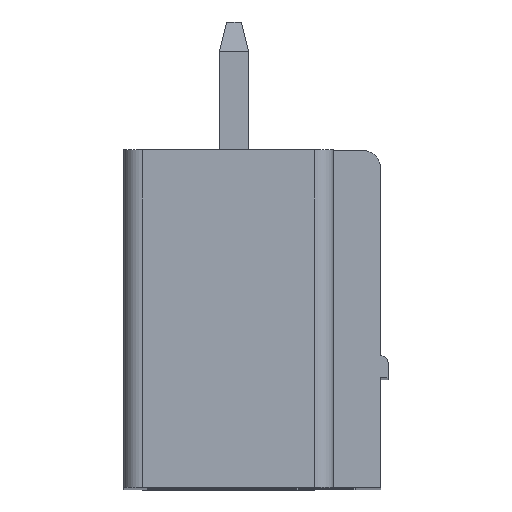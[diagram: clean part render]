
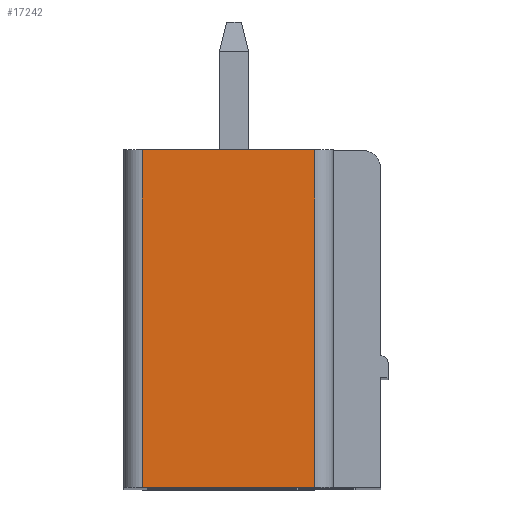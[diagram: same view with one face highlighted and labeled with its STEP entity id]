
A CAD part, top view. The second image highlights one B-rep face of the part: STEP entity #17242.
In plain terms, the highlighted planar face has unit normal (0, 0, 1).
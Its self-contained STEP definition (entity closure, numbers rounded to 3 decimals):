
#863 = DIRECTION ( 'NONE',  ( 0., 0., -1. ) ) ;
#1531 = EDGE_CURVE ( 'NONE', #10799, #15353, #17253, .T. ) ;
#1539 = CARTESIAN_POINT ( 'NONE',  ( 4., 18.2, 14.72 ) ) ;
#2399 = CARTESIAN_POINT ( 'NONE',  ( 3.5, 100.08, 14.72 ) ) ;
#3200 = EDGE_LOOP ( 'NONE', ( #15925, #5801, #18973, #10848 ) ) ;
#3289 = LINE ( 'NONE', #20557, #19695 ) ;
#5801 = ORIENTED_EDGE ( 'NONE', *, *, #9049, .F. ) ;
#6659 = CARTESIAN_POINT ( 'NONE',  ( 8.7, 18.2, 14.72 ) ) ;
#6779 = VERTEX_POINT ( 'NONE', #6659 ) ;
#7795 = DIRECTION ( 'NONE',  ( 0., 1., 0. ) ) ;
#9049 = EDGE_CURVE ( 'NONE', #6779, #18438, #12599, .T. ) ;
#9435 = DIRECTION ( 'NONE',  ( 1., 0., 0. ) ) ;
#9472 = CARTESIAN_POINT ( 'NONE',  ( 4., 100.08, 14.72 ) ) ;
#10323 = FACE_OUTER_BOUND ( 'NONE', #3200, .T. ) ;
#10799 = VERTEX_POINT ( 'NONE', #16485 ) ;
#10848 = ORIENTED_EDGE ( 'NONE', *, *, #1531, .F. ) ;
#11453 = AXIS2_PLACEMENT_3D ( 'NONE', #2399, #863, #15435 ) ;
#12599 = LINE ( 'NONE', #18701, #16714 ) ;
#13430 = VECTOR ( 'NONE', #15551, 1000. ) ;
#14072 = DIRECTION ( 'NONE',  ( 0., -1., 0. ) ) ;
#15353 = VERTEX_POINT ( 'NONE', #1539 ) ;
#15435 = DIRECTION ( 'NONE',  ( -1., 0., 0. ) ) ;
#15456 = LINE ( 'NONE', #18505, #13430 ) ;
#15551 = DIRECTION ( 'NONE',  ( -1., 0., 0. ) ) ;
#15925 = ORIENTED_EDGE ( 'NONE', *, *, #18053, .F. ) ;
#16254 = EDGE_CURVE ( 'NONE', #15353, #6779, #3289, .T. ) ;
#16485 = CARTESIAN_POINT ( 'NONE',  ( 4., 9., 14.72 ) ) ;
#16714 = VECTOR ( 'NONE', #14072, 1000. ) ;
#17242 = ADVANCED_FACE ( 'NONE', ( #10323 ), #20189, .F. ) ;
#17253 = LINE ( 'NONE', #9472, #19744 ) ;
#17957 = CARTESIAN_POINT ( 'NONE',  ( 8.7, 9., 14.72 ) ) ;
#18053 = EDGE_CURVE ( 'NONE', #18438, #10799, #15456, .T. ) ;
#18438 = VERTEX_POINT ( 'NONE', #17957 ) ;
#18505 = CARTESIAN_POINT ( 'NONE',  ( 3.5, 9., 14.72 ) ) ;
#18701 = CARTESIAN_POINT ( 'NONE',  ( 8.7, 100.08, 14.72 ) ) ;
#18973 = ORIENTED_EDGE ( 'NONE', *, *, #16254, .F. ) ;
#19695 = VECTOR ( 'NONE', #9435, 1000. ) ;
#19744 = VECTOR ( 'NONE', #7795, 1000. ) ;
#20189 = PLANE ( 'NONE',  #11453 ) ;
#20557 = CARTESIAN_POINT ( 'NONE',  ( 10.5, 18.2, 14.72 ) ) ;
